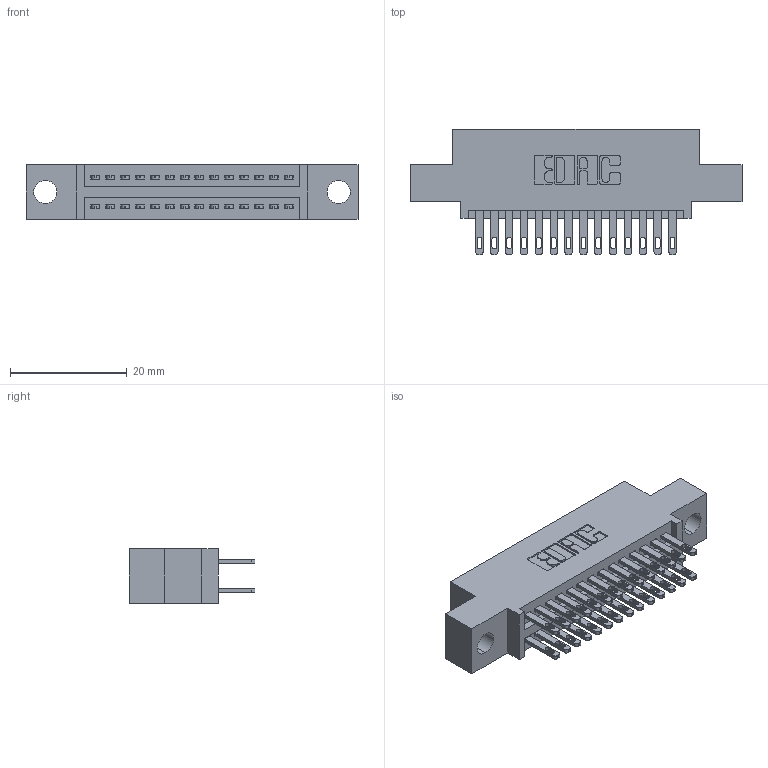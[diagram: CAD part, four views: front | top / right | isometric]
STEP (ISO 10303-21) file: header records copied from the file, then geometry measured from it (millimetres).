
FILE_DESCRIPTION (( 'STEP AP203' ), '1' );
FILE_NAME ('345-028-500-504.STEP', '2021-05-19T22:56:20', ( '' ), ( '' ), 'SwSTEP 2.0', 'SolidWorks 2020', '' );
FILE_SCHEMA (( 'CONFIG_CONTROL_DESIGN' ));
Length unit declared in the file: inch
Products named in the file (3): 345-028-500-504; 345 Part_0.110 Offset - 0.156 Dia-TI; 345-292-001_345-293-100
Assembly tree (29 placements, depth 2):
  345-028-500-504
    345 Part_0.110 Offset - 0.156 Dia-TI
    345-292-001_345-293-100  x28
Bounding box: 56.77 x 21.51 x 9.4 mm (x, y, z)
Volume: 5160.9 mm3; surface area: 7316.4 mm2
Topology: 29 solids, 29 shells, 1432 faces, 4337 edges, 2890 vertices
Faces by surface type: plane 854, cylinder 578
Entity records: 15235 total; most frequent: CARTESIAN_POINT 2586, ORIENTED_EDGE 2518, DIRECTION 2315, EDGE_CURVE 1259, VECTOR 1067, LINE 1067, VERTEX_POINT 838, AXIS2_PLACEMENT_3D 624
